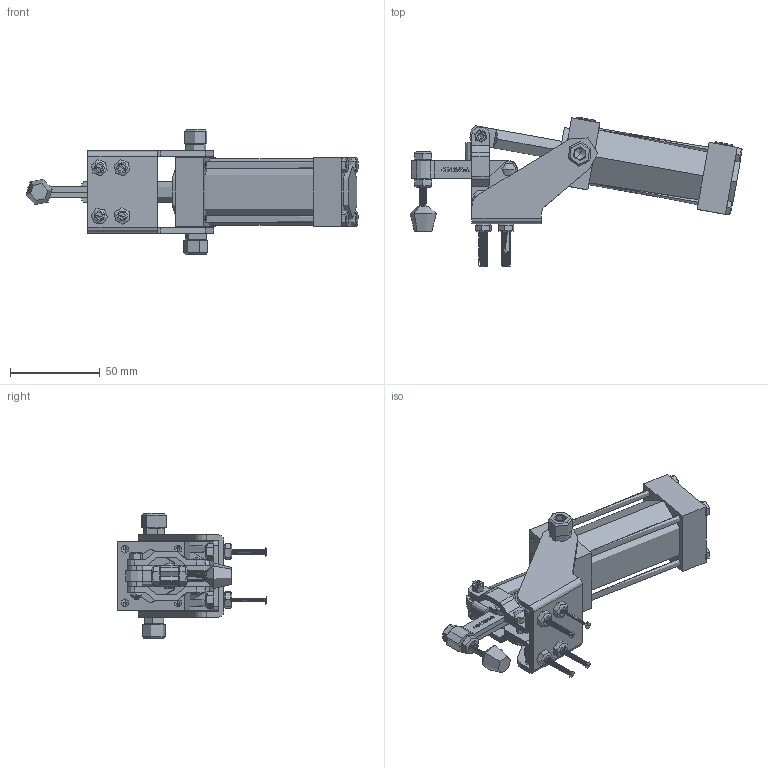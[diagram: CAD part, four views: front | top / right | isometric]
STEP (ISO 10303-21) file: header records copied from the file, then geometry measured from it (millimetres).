
FILE_DESCRIPTION (( 'STEP AP203' ), '1' );
FILE_NAME ('CH-12050-A.STEP', '2024-04-22T09:12:45', ( 'User' ), ( 'china' ), 'SwSTEP 2.0', 'SolidWorks 2018', '' );
FILE_SCHEMA (( 'CONFIG_CONTROL_DESIGN' ));
Length unit declared in the file: millimetre
Products named in the file (54): M4NUT; 18RIVET; CH-12050-A-05; Air cylinder-3; 1-4; M5-30; M4-24; 12RIVET; Air cylinder-1; CH-36003-A-03; M5; M8-15; 1-8黑芛; CH-FC-14134; CH-12050-A-01; CH-12050-A; CH-12050-01; Air cylinder-2; CH-12050-02; CH-12050-A-04
Assembly tree (53 placements, depth 2):
  CH-12050-A-05
  18RIVET
  Air cylinder-1
  12RIVET
  1-8黑芛
Bounding box: 185.41 x 83.62 x 70 mm (x, y, z)
Volume: 157742.9 mm3; surface area: 69756.1 mm2
Topology: 35 solids, 37 shells, 1941 faces, 5302 edges, 3506 vertices
Faces by surface type: cylinder 991, plane 510, bspline 220, cone 162, torus 52, sphere 6
Entity records: 78059 total; most frequent: CARTESIAN_POINT 43229, ORIENTED_EDGE 6970, DIRECTION 4991, EDGE_CURVE 3485, VERTEX_POINT 2293, AXIS2_PLACEMENT_3D 1686, LINE 1619, VECTOR 1619
